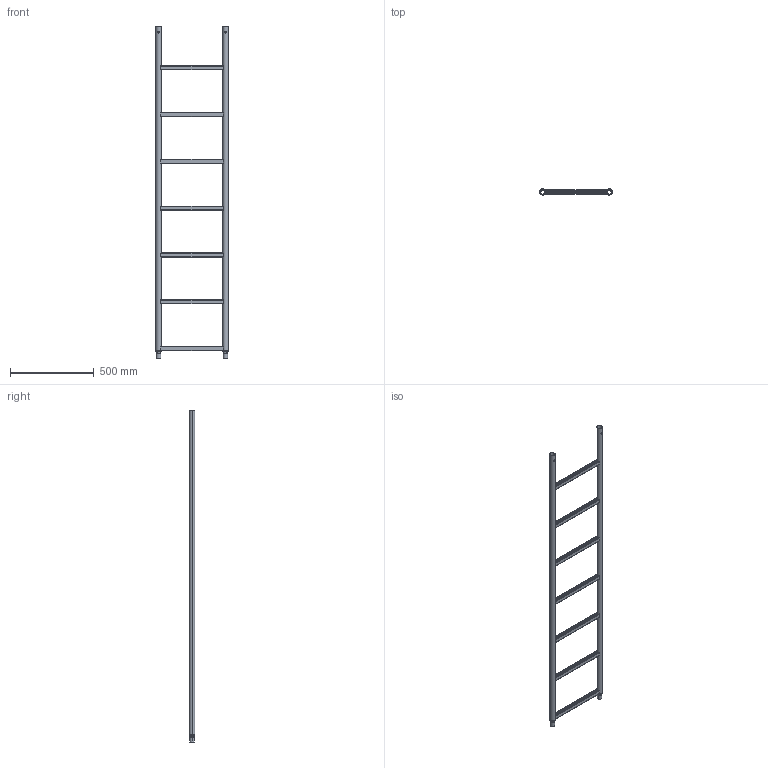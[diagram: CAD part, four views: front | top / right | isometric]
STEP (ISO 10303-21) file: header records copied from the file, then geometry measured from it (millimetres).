
FILE_DESCRIPTION (( 'STEP AP203' ), '1' );
FILE_NAME ('5289000007.STEP', '2024-04-24T11:46:26', ( '' ), ( '' ), 'SwSTEP 2.0', 'SolidWorks 2022', '' );
FILE_SCHEMA (( 'CONFIG_CONTROL_DESIGN' ));
Length unit declared in the file: metre
Products named in the file (1): 5289000007
Bounding box: 433.7 x 33.7 x 1986 mm (x, y, z)
Volume: 1145756.6 mm3; surface area: 1268569.4 mm2
Topology: 9 solids, 9 shells, 486 faces, 1330 edges, 848 vertices
Faces by surface type: plane 340, cylinder 122, torus 16, cone 8
Entity records: 15675 total; most frequent: CARTESIAN_POINT 4241, ORIENTED_EDGE 2660, DIRECTION 2072, EDGE_CURVE 1330, LINE 858, VECTOR 858, VERTEX_POINT 848, AXIS2_PLACEMENT_3D 607
